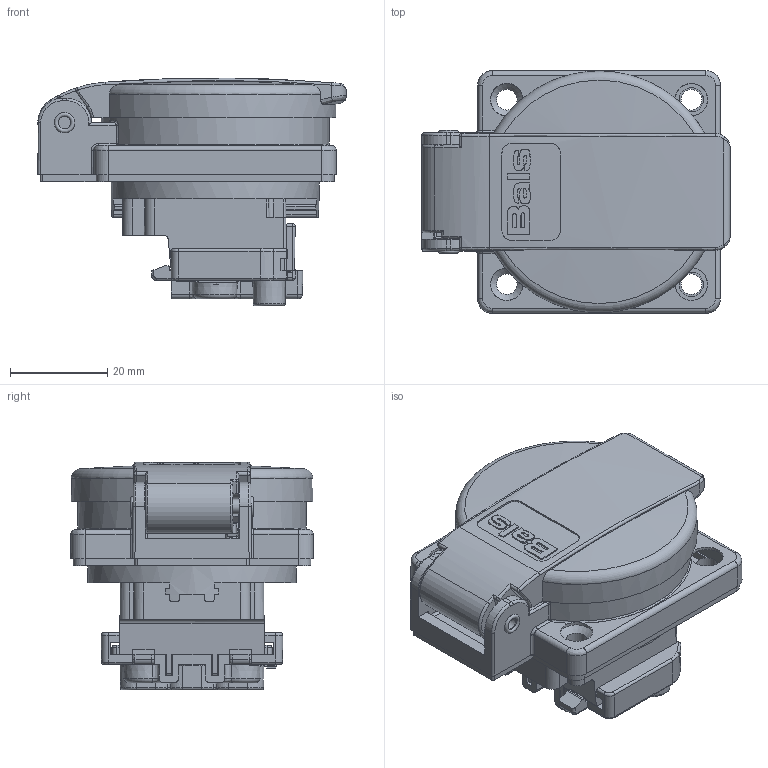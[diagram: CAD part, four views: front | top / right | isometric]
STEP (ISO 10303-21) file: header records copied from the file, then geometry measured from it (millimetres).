
FILE_DESCRIPTION(/* description */ (''),/* implementation_level */ '2;1');
FILE_NAME(/* name */ '71101.stp',/* time_stamp */ '2023-09-11T10:09:17+02:00',/* author */ ('SHellermann'),/* organization */ (''),/* preprocessor_version */ 'ST-DEVELOPER v17',/* originating_system */ 'Autodesk Inventor 2018',/* authorisation */ '');
FILE_SCHEMA (('AUTOMOTIVE_DESIGN { 1 0 10303 214 3 1 1 }'));
Length unit declared in the file: millimetre
Products named in the file (1): 71101
Bounding box: 63.5 x 50 x 46.94 mm (x, y, z)
Volume: 68498.4 mm3; surface area: 18041.2 mm2
Topology: 1 solids, 3 shells, 1147 faces, 3075 edges, 1970 vertices
Faces by surface type: plane 530, cylinder 278, bspline 233, torus 44, cone 33, sphere 29
Full cylindrical faces by diameter (mm): 2.6 x2, 3 x2, 3.2 x2, 4.25 x4, 5 x4, 5.1 x1, 6.7 x4, 44.946 x1
Entity records: 41713 total; most frequent: CARTESIAN_POINT 13051, ORIENTED_EDGE 6102, DIRECTION 5156, EDGE_CURVE 3051, VERTEX_POINT 1970, AXIS2_PLACEMENT_3D 1720, LINE 1716, VECTOR 1716
